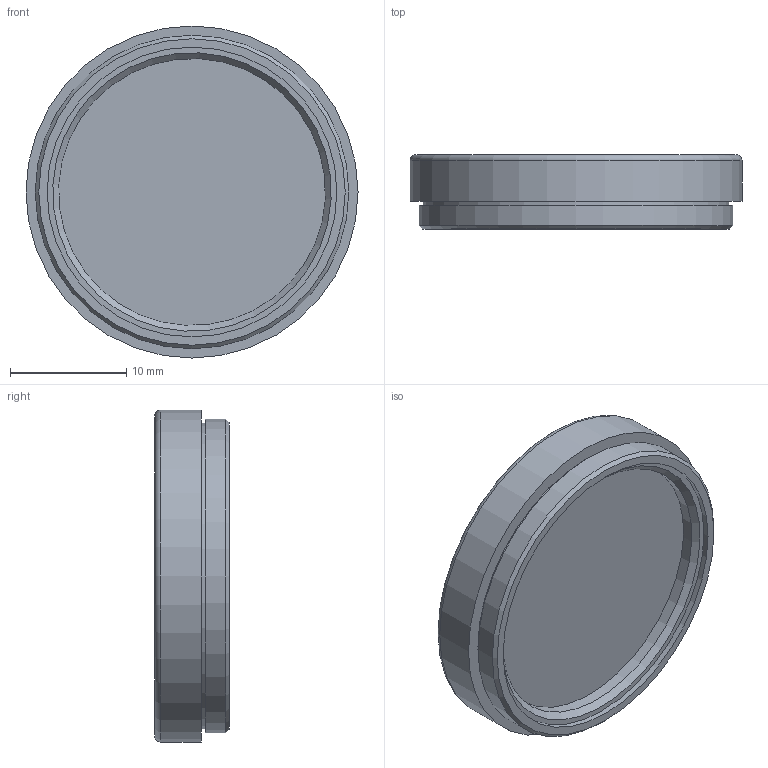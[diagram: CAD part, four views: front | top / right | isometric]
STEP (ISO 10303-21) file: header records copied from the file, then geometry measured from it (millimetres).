
FILE_DESCRIPTION(/* description */ (''),/* implementation_level */ '2;1');
FILE_NAME(/* name */ 'Farbfilter_Gelb_M27x0,5.stp',/* time_stamp */ '2021-05-21T08:55:09+02:00',/* author */ (''),/* organization */ (''),/* preprocessor_version */ 'ST-DEVELOPER v16.5',/* originating_system */ 'Autodesk Inventor 2017',/* authorisation */ '');
FILE_SCHEMA (('AUTOMOTIVE_DESIGN { 1 0 10303 214 3 1 1 }'));
Length unit declared in the file: millimetre
Products named in the file (1): Farbfilter_Gelb_M27x0,5
Bounding box: 28.6 x 6.4 x 28.6 mm (x, y, z)
Volume: 1770.8 mm3; surface area: 2229.7 mm2
Topology: 1 solids, 1 shells, 21 faces, 34 edges, 22 vertices
Faces by surface type: plane 9, cylinder 8, cone 3, torus 1
Full cylindrical faces by diameter (mm): 23 x2, 24.959 x1, 26.3 x1, 26.459 x1, 27 x1, 27.059 x1, 28.6 x1
Entity records: 479 total; most frequent: DIRECTION 84, CARTESIAN_POINT 62, AXIS2_PLACEMENT_3D 42, EDGE_LOOP 40, ORIENTED_EDGE 40, STYLED_ITEM 22, FACE_OUTER_BOUND 21, ADVANCED_FACE 21
